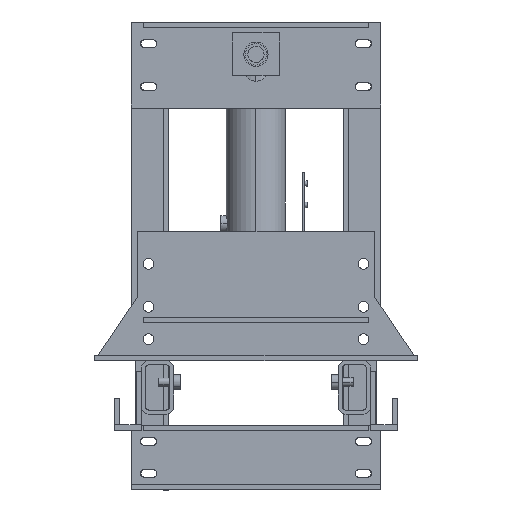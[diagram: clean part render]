
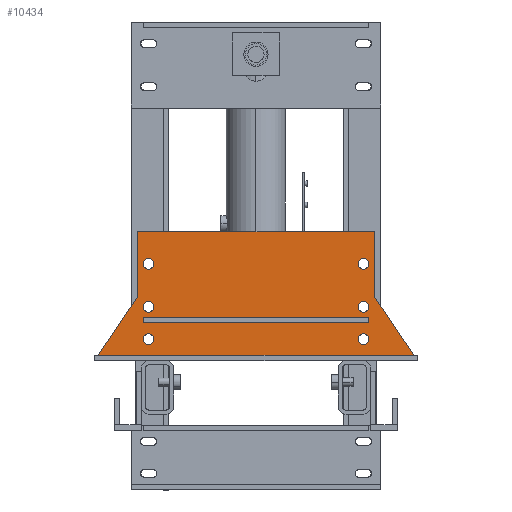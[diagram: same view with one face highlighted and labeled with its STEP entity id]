
A CAD part, top view. The second image highlights one B-rep face of the part: STEP entity #10434.
In plain terms, the highlighted planar face has unit normal (0, 0, 1).
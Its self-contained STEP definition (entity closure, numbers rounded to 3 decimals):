
#5039=CIRCLE('',#10853,12.7);
#5041=CIRCLE('',#10856,12.7);
#5043=CIRCLE('',#10859,12.7);
#5045=CIRCLE('',#10862,12.7);
#5047=CIRCLE('',#10865,12.7);
#5049=CIRCLE('',#10868,12.7);
#5498=VERTEX_POINT('',#14020);
#5499=VERTEX_POINT('',#14021);
#5502=VERTEX_POINT('',#14029);
#5504=VERTEX_POINT('',#14035);
#5506=VERTEX_POINT('',#14041);
#5508=VERTEX_POINT('',#14047);
#5510=VERTEX_POINT('',#14053);
#5512=VERTEX_POINT('',#14059);
#5514=VERTEX_POINT('',#14068);
#5516=VERTEX_POINT('',#14073);
#5518=VERTEX_POINT('',#14078);
#5520=VERTEX_POINT('',#14083);
#5522=VERTEX_POINT('',#14088);
#5524=VERTEX_POINT('',#14093);
#6053=VECTOR('',#11836,1.);
#6057=VECTOR('',#11841,1.);
#6060=VECTOR('',#11845,1.);
#6063=VECTOR('',#11849,1.);
#6066=VECTOR('',#11853,1.);
#6069=VECTOR('',#11857,1.);
#6072=VECTOR('',#11861,1.);
#6075=VECTOR('',#11865,1.);
#6583=LINE('',#14019,#6053);
#6587=LINE('',#14028,#6057);
#6590=LINE('',#14034,#6060);
#6593=LINE('',#14040,#6063);
#6596=LINE('',#14046,#6066);
#6599=LINE('',#14052,#6069);
#6602=LINE('',#14058,#6072);
#6605=LINE('',#14064,#6075);
#7212=EDGE_CURVE('',#5498,#5499,#6583,.T.);
#7216=EDGE_CURVE('',#5499,#5502,#6587,.T.);
#7219=EDGE_CURVE('',#5502,#5504,#6590,.T.);
#7222=EDGE_CURVE('',#5504,#5506,#6593,.T.);
#7225=EDGE_CURVE('',#5506,#5508,#6596,.T.);
#7228=EDGE_CURVE('',#5508,#5510,#6599,.T.);
#7231=EDGE_CURVE('',#5510,#5512,#6602,.T.);
#7234=EDGE_CURVE('',#5512,#5498,#6605,.T.);
#7236=EDGE_CURVE('',#5514,#5514,#5039,.T.);
#7238=EDGE_CURVE('',#5516,#5516,#5041,.T.);
#7240=EDGE_CURVE('',#5518,#5518,#5043,.T.);
#7242=EDGE_CURVE('',#5520,#5520,#5045,.T.);
#7244=EDGE_CURVE('',#5522,#5522,#5047,.T.);
#7246=EDGE_CURVE('',#5524,#5524,#5049,.T.);
#8372=ORIENTED_EDGE('',*,*,#7246,.F.);
#8373=ORIENTED_EDGE('',*,*,#7244,.F.);
#8374=ORIENTED_EDGE('',*,*,#7242,.F.);
#8375=ORIENTED_EDGE('',*,*,#7240,.F.);
#8376=ORIENTED_EDGE('',*,*,#7238,.F.);
#8377=ORIENTED_EDGE('',*,*,#7236,.F.);
#8378=ORIENTED_EDGE('',*,*,#7212,.F.);
#8379=ORIENTED_EDGE('',*,*,#7234,.F.);
#8380=ORIENTED_EDGE('',*,*,#7231,.F.);
#8381=ORIENTED_EDGE('',*,*,#7228,.F.);
#8382=ORIENTED_EDGE('',*,*,#7225,.F.);
#8383=ORIENTED_EDGE('',*,*,#7222,.F.);
#8384=ORIENTED_EDGE('',*,*,#7219,.F.);
#8385=ORIENTED_EDGE('',*,*,#7216,.F.);
#9578=EDGE_LOOP('',(#8372));
#9579=EDGE_LOOP('',(#8373));
#9580=EDGE_LOOP('',(#8374));
#9581=EDGE_LOOP('',(#8375));
#9582=EDGE_LOOP('',(#8376));
#9583=EDGE_LOOP('',(#8377));
#9584=EDGE_LOOP('',(#8378,#8379,#8380,#8381,#8382,#8383,#8384,#8385));
#10026=FACE_BOUND('',#9578,.T.);
#10027=FACE_BOUND('',#9579,.T.);
#10028=FACE_BOUND('',#9580,.T.);
#10029=FACE_BOUND('',#9581,.T.);
#10030=FACE_BOUND('',#9582,.T.);
#10031=FACE_BOUND('',#9583,.T.);
#10032=FACE_BOUND('',#9584,.T.);
#10434=ADVANCED_FACE('',(#10026,#10027,#10028,#10029,#10030,#10031,#10032),
#16205,.T.);
#10853=AXIS2_PLACEMENT_3D('',#14067,#11869,#11870);
#10856=AXIS2_PLACEMENT_3D('',#14072,#11875,#11876);
#10859=AXIS2_PLACEMENT_3D('',#14077,#11881,#11882);
#10862=AXIS2_PLACEMENT_3D('',#14082,#11887,#11888);
#10865=AXIS2_PLACEMENT_3D('',#14087,#11893,#11894);
#10868=AXIS2_PLACEMENT_3D('',#14092,#11899,#11900);
#10870=AXIS2_PLACEMENT_3D('',#14096,#11903,$);
#11836=DIRECTION('',(-1.,0.,0.));
#11841=DIRECTION('',(0.,1.,0.));
#11845=DIRECTION('',(-0.558,0.83,0.));
#11849=DIRECTION('',(0.,1.,0.));
#11853=DIRECTION('',(1.,0.,0.));
#11857=DIRECTION('',(0.,-1.,0.));
#11861=DIRECTION('',(-0.558,-0.83,0.));
#11865=DIRECTION('',(0.,-1.,0.));
#11869=DIRECTION('',(0.,0.,1.));
#11870=DIRECTION('',(-12.7,0.,0.));
#11875=DIRECTION('',(0.,0.,1.));
#11876=DIRECTION('',(-12.7,0.,0.));
#11881=DIRECTION('',(0.,0.,1.));
#11882=DIRECTION('',(-12.7,0.,0.));
#11887=DIRECTION('',(0.,0.,1.));
#11888=DIRECTION('',(-12.7,0.,0.));
#11893=DIRECTION('',(0.,0.,1.));
#11894=DIRECTION('',(-12.7,0.,0.));
#11899=DIRECTION('',(0.,0.,1.));
#11900=DIRECTION('',(-12.7,0.,0.));
#11903=DIRECTION('',(0.,0.,1.));
#14019=CARTESIAN_POINT('',(558.773,-304.803,12.7));
#14020=CARTESIAN_POINT('',(558.773,-304.803,12.7));
#14021=CARTESIAN_POINT('',(-0.027,-304.803,12.7));
#14028=CARTESIAN_POINT('',(-0.027,-304.803,12.7));
#14029=CARTESIAN_POINT('',(-0.027,-152.403,12.7));
#14034=CARTESIAN_POINT('',(-0.027,-152.403,12.7));
#14035=CARTESIAN_POINT('',(-99.087,-5.083,12.7));
#14040=CARTESIAN_POINT('',(-99.087,-5.083,12.7));
#14041=CARTESIAN_POINT('',(-99.087,-0.003,12.7));
#14046=CARTESIAN_POINT('',(-99.087,-0.003,12.7));
#14047=CARTESIAN_POINT('',(657.887,0.003,12.7));
#14052=CARTESIAN_POINT('',(657.887,0.003,12.7));
#14053=CARTESIAN_POINT('',(657.887,-5.077,12.7));
#14058=CARTESIAN_POINT('',(657.887,-5.077,12.7));
#14059=CARTESIAN_POINT('',(558.773,-152.403,12.7));
#14064=CARTESIAN_POINT('',(558.773,-152.403,12.7));
#14067=CARTESIAN_POINT('',(25.373,-127.003,12.7));
#14068=CARTESIAN_POINT('',(12.673,-127.003,12.7));
#14072=CARTESIAN_POINT('',(25.373,-228.603,12.7));
#14073=CARTESIAN_POINT('',(12.673,-228.603,12.7));
#14077=CARTESIAN_POINT('',(533.373,-228.603,12.7));
#14078=CARTESIAN_POINT('',(520.673,-228.603,12.7));
#14082=CARTESIAN_POINT('',(533.373,-127.003,12.7));
#14083=CARTESIAN_POINT('',(520.673,-127.003,12.7));
#14087=CARTESIAN_POINT('',(533.373,-50.803,12.7));
#14088=CARTESIAN_POINT('',(520.673,-50.803,12.7));
#14092=CARTESIAN_POINT('',(25.373,-50.803,12.7));
#14093=CARTESIAN_POINT('',(12.673,-50.803,12.7));
#14096=CARTESIAN_POINT('',(279.391,-134.951,12.7));
#16205=PLANE('',#10870);
